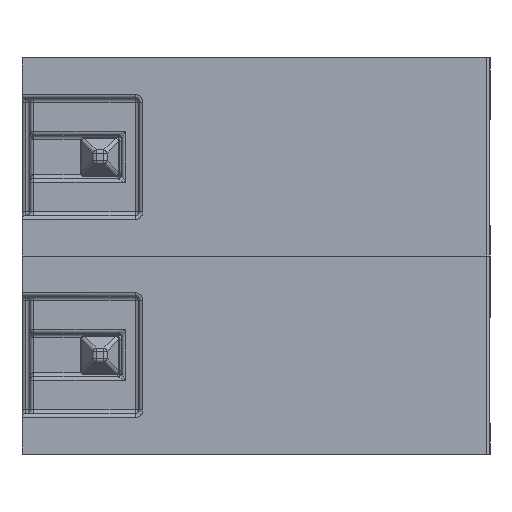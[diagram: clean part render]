
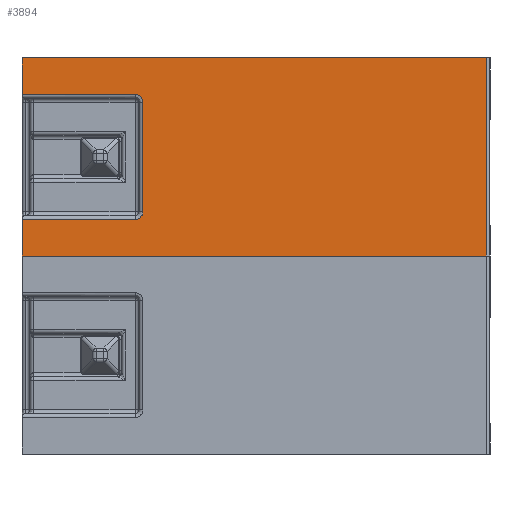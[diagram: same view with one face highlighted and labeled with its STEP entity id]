
A CAD part, front view. The second image highlights one B-rep face of the part: STEP entity #3894.
In plain terms, the highlighted planar face has unit normal (0, -1, 0).
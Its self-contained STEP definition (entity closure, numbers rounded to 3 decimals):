
#115 = LINE ( 'NONE', #9877, #5116 ) ;
#267 = CARTESIAN_POINT ( 'NONE',  ( -2., 0., -1.6 ) ) ;
#864 = EDGE_CURVE ( 'NONE', #10911, #964, #21295, .T. ) ;
#964 = VERTEX_POINT ( 'NONE', #10998 ) ;
#973 = DIRECTION ( 'NONE',  ( 0., 0., -1. ) ) ;
#2293 = CARTESIAN_POINT ( 'NONE',  ( -2., 0., -2.54 ) ) ;
#2334 = CARTESIAN_POINT ( 'NONE',  ( 1.1, 0., -1.455 ) ) ;
#2914 = EDGE_CURVE ( 'NONE', #6072, #964, #12996, .T. ) ;
#3013 = CARTESIAN_POINT ( 'NONE',  ( -2., 0., 2.54 ) ) ;
#3078 = ORIENTED_EDGE ( 'NONE', *, *, #8462, .T. ) ;
#3154 = ORIENTED_EDGE ( 'NONE', *, *, #10746, .T. ) ;
#3621 = VECTOR ( 'NONE', #17932, 1000. ) ;
#3675 = B_SPLINE_CURVE_WITH_KNOTS ( 'NONE', 3,
 ( #21231, #2334, #14323, #19493, #21078, #7403 ),
 .UNSPECIFIED., .F., .F.,
 ( 4, 2, 4 ),
 ( 0., 0.5, 1. ),
 .UNSPECIFIED. ) ;
#3836 = CARTESIAN_POINT ( 'NONE',  ( -2., 0., 1.6 ) ) ;
#3894 = ADVANCED_FACE ( 'NONE', ( #7899 ), #9821, .T. ) ;
#4123 = ORIENTED_EDGE ( 'NONE', *, *, #21941, .T. ) ;
#4127 = CARTESIAN_POINT ( 'NONE',  ( 1.08, 0., 1.503 ) ) ;
#4139 = ORIENTED_EDGE ( 'NONE', *, *, #10927, .T. ) ;
#4658 = VERTEX_POINT ( 'NONE', #12621 ) ;
#4852 = VECTOR ( 'NONE', #19065, 1000. ) ;
#4857 = CARTESIAN_POINT ( 'NONE',  ( -2., 0., -1.6 ) ) ;
#4990 = CARTESIAN_POINT ( 'NONE',  ( 1.1, 0., 1.4 ) ) ;
#5116 = VECTOR ( 'NONE', #6578, 1000. ) ;
#5299 = AXIS2_PLACEMENT_3D ( 'NONE', #14871, #11380, #6392 ) ;
#5326 = LINE ( 'NONE', #4857, #17604 ) ;
#5547 = CARTESIAN_POINT ( 'NONE',  ( 1.1, 0., -1.4 ) ) ;
#5845 = CARTESIAN_POINT ( 'NONE',  ( 1.002, 0., 1.58 ) ) ;
#6061 = EDGE_CURVE ( 'NONE', #7938, #11053, #7865, .T. ) ;
#6072 = VERTEX_POINT ( 'NONE', #10705 ) ;
#6392 = DIRECTION ( 'NONE',  ( 0., 0., -1. ) ) ;
#6578 = DIRECTION ( 'NONE',  ( 0., 0., 1. ) ) ;
#7403 = CARTESIAN_POINT ( 'NONE',  ( 0.9, 0., -1.6 ) ) ;
#7865 = LINE ( 'NONE', #2293, #9472 ) ;
#7899 = FACE_OUTER_BOUND ( 'NONE', #20353, .T. ) ;
#7938 = VERTEX_POINT ( 'NONE', #17388 ) ;
#8029 = VECTOR ( 'NONE', #11629, 1000. ) ;
#8424 = ORIENTED_EDGE ( 'NONE', *, *, #14825, .T. ) ;
#8462 = EDGE_CURVE ( 'NONE', #16614, #12948, #15222, .T. ) ;
#9472 = VECTOR ( 'NONE', #20736, 1000. ) ;
#9795 = ORIENTED_EDGE ( 'NONE', *, *, #2914, .T. ) ;
#9821 = PLANE ( 'NONE',  #5299 ) ;
#9828 = ORIENTED_EDGE ( 'NONE', *, *, #13245, .T. ) ;
#9877 = CARTESIAN_POINT ( 'NONE',  ( 9.9, 0., -2.54 ) ) ;
#10441 = LINE ( 'NONE', #3836, #4852 ) ;
#10705 = CARTESIAN_POINT ( 'NONE',  ( 9.9, 0., 2.54 ) ) ;
#10746 = EDGE_CURVE ( 'NONE', #20423, #14516, #3675, .T. ) ;
#10897 = LINE ( 'NONE', #11164, #19366 ) ;
#10911 = VERTEX_POINT ( 'NONE', #16324 ) ;
#10927 = EDGE_CURVE ( 'NONE', #14516, #11053, #5326, .T. ) ;
#10998 = CARTESIAN_POINT ( 'NONE',  ( -2., 0., 2.54 ) ) ;
#11053 = VERTEX_POINT ( 'NONE', #267 ) ;
#11164 = CARTESIAN_POINT ( 'NONE',  ( 1.1, 0., -2.54 ) ) ;
#11380 = DIRECTION ( 'NONE',  ( 0., -1., 0. ) ) ;
#11629 = DIRECTION ( 'NONE',  ( 0., 0., 1. ) ) ;
#12621 = CARTESIAN_POINT ( 'NONE',  ( 9.9, 0., -2.54 ) ) ;
#12948 = VERTEX_POINT ( 'NONE', #4990 ) ;
#12996 = LINE ( 'NONE', #3013, #20936 ) ;
#13245 = EDGE_CURVE ( 'NONE', #7938, #4658, #20916, .T. ) ;
#13364 = DIRECTION ( 'NONE',  ( -1., 0., 0. ) ) ;
#13617 = CARTESIAN_POINT ( 'NONE',  ( 0.9, 0., 1.6 ) ) ;
#14323 = CARTESIAN_POINT ( 'NONE',  ( 1.08, 0., -1.502 ) ) ;
#14490 = CARTESIAN_POINT ( 'NONE',  ( 0.955, 0., 1.6 ) ) ;
#14516 = VERTEX_POINT ( 'NONE', #17364 ) ;
#14754 = ORIENTED_EDGE ( 'NONE', *, *, #16772, .T. ) ;
#14825 = EDGE_CURVE ( 'NONE', #4658, #6072, #115, .T. ) ;
#14871 = CARTESIAN_POINT ( 'NONE',  ( -2., 0., -2.54 ) ) ;
#15222 = B_SPLINE_CURVE_WITH_KNOTS ( 'NONE', 3,
 ( #21094, #14490, #5845, #4127, #16046, #17749 ),
 .UNSPECIFIED., .F., .F.,
 ( 4, 2, 4 ),
 ( 0., 0.5, 1. ),
 .UNSPECIFIED. ) ;
#16046 = CARTESIAN_POINT ( 'NONE',  ( 1.1, 0., 1.456 ) ) ;
#16324 = CARTESIAN_POINT ( 'NONE',  ( -2., 0., 1.6 ) ) ;
#16614 = VERTEX_POINT ( 'NONE', #13617 ) ;
#16772 = EDGE_CURVE ( 'NONE', #12948, #20423, #10897, .T. ) ;
#17364 = CARTESIAN_POINT ( 'NONE',  ( 0.9, 0., -1.6 ) ) ;
#17388 = CARTESIAN_POINT ( 'NONE',  ( -2., 0., -2.54 ) ) ;
#17604 = VECTOR ( 'NONE', #13364, 1000. ) ;
#17749 = CARTESIAN_POINT ( 'NONE',  ( 1.1, 0., 1.4 ) ) ;
#17891 = ORIENTED_EDGE ( 'NONE', *, *, #6061, .F. ) ;
#17932 = DIRECTION ( 'NONE',  ( 1., 0., 0. ) ) ;
#19065 = DIRECTION ( 'NONE',  ( 1., 0., 0. ) ) ;
#19366 = VECTOR ( 'NONE', #973, 1000. ) ;
#19493 = CARTESIAN_POINT ( 'NONE',  ( 1.003, 0., -1.58 ) ) ;
#19616 = CARTESIAN_POINT ( 'NONE',  ( -2., 0., -2.54 ) ) ;
#20166 = CARTESIAN_POINT ( 'NONE',  ( -2., 0., -2.54 ) ) ;
#20353 = EDGE_LOOP ( 'NONE', ( #3078, #14754, #3154, #4139, #17891, #9828, #8424, #9795, #20546, #4123 ) ) ;
#20423 = VERTEX_POINT ( 'NONE', #5547 ) ;
#20546 = ORIENTED_EDGE ( 'NONE', *, *, #864, .F. ) ;
#20736 = DIRECTION ( 'NONE',  ( 0., 0., 1. ) ) ;
#20916 = LINE ( 'NONE', #19616, #3621 ) ;
#20936 = VECTOR ( 'NONE', #21454, 1000. ) ;
#21078 = CARTESIAN_POINT ( 'NONE',  ( 0.956, 0., -1.6 ) ) ;
#21094 = CARTESIAN_POINT ( 'NONE',  ( 0.9, 0., 1.6 ) ) ;
#21231 = CARTESIAN_POINT ( 'NONE',  ( 1.1, 0., -1.4 ) ) ;
#21295 = LINE ( 'NONE', #20166, #8029 ) ;
#21454 = DIRECTION ( 'NONE',  ( -1., 0., 0. ) ) ;
#21941 = EDGE_CURVE ( 'NONE', #10911, #16614, #10441, .T. ) ;
